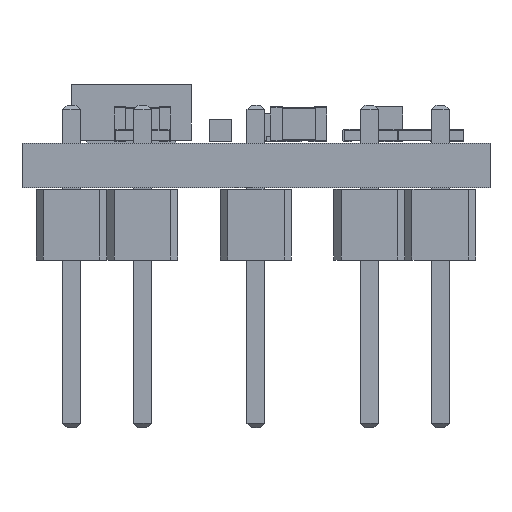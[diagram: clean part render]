
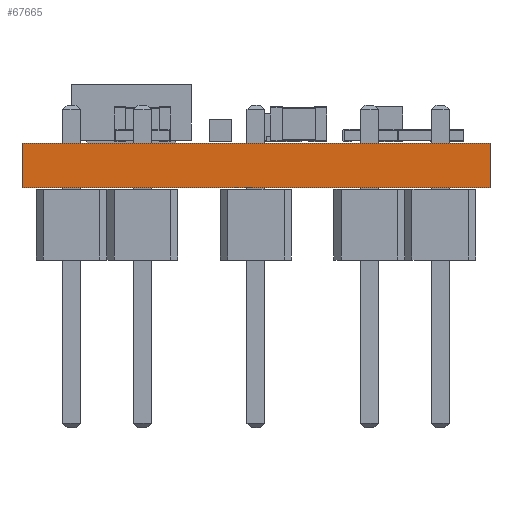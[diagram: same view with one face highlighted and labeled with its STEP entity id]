
A CAD part, front view. The second image highlights one B-rep face of the part: STEP entity #67665.
In plain terms, the highlighted planar face has unit normal (0, -1, 0).
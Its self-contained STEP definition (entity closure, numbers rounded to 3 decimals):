
#67484 = PLANE('',#67485);
#67485 = AXIS2_PLACEMENT_3D('',#67486,#67487,#67488);
#67486 = CARTESIAN_POINT('',(-8.38,11.05,0.));
#67487 = DIRECTION('',(1.,0.,-0.));
#67488 = DIRECTION('',(0.,-1.,0.));
#67509 = VERTEX_POINT('',#67510);
#67510 = CARTESIAN_POINT('',(-8.38,-11.05,1.6));
#67524 = PLANE('',#67525);
#67525 = AXIS2_PLACEMENT_3D('',#67526,#67527,#67528);
#67526 = CARTESIAN_POINT('',(0.,0.,1.6)
  );
#67527 = DIRECTION('',(0.,0.,1.));
#67528 = DIRECTION('',(1.,0.,-0.));
#67536 = EDGE_CURVE('',#67537,#67509,#67539,.T.);
#67537 = VERTEX_POINT('',#67538);
#67538 = CARTESIAN_POINT('',(-8.38,-11.05,0.));
#67539 = SURFACE_CURVE('',#67540,(#67544,#67551),.PCURVE_S1.);
#67540 = LINE('',#67541,#67542);
#67541 = CARTESIAN_POINT('',(-8.38,-11.05,0.));
#67542 = VECTOR('',#67543,1.);
#67543 = DIRECTION('',(0.,0.,1.));
#67544 = PCURVE('',#67484,#67545);
#67545 = DEFINITIONAL_REPRESENTATION('',(#67546),#67550);
#67546 = LINE('',#67547,#67548);
#67547 = CARTESIAN_POINT('',(22.1,0.));
#67548 = VECTOR('',#67549,1.);
#67549 = DIRECTION('',(0.,-1.));
#67550 = ( GEOMETRIC_REPRESENTATION_CONTEXT(2) 
PARAMETRIC_REPRESENTATION_CONTEXT() REPRESENTATION_CONTEXT('2D SPACE',''
  ) );
#67551 = PCURVE('',#67552,#67557);
#67552 = PLANE('',#67553);
#67553 = AXIS2_PLACEMENT_3D('',#67554,#67555,#67556);
#67554 = CARTESIAN_POINT('',(-8.38,-11.05,0.));
#67555 = DIRECTION('',(0.,1.,0.));
#67556 = DIRECTION('',(1.,0.,0.));
#67557 = DEFINITIONAL_REPRESENTATION('',(#67558),#67562);
#67558 = LINE('',#67559,#67560);
#67559 = CARTESIAN_POINT('',(0.,0.));
#67560 = VECTOR('',#67561,1.);
#67561 = DIRECTION('',(0.,-1.));
#67562 = ( GEOMETRIC_REPRESENTATION_CONTEXT(2) 
PARAMETRIC_REPRESENTATION_CONTEXT() REPRESENTATION_CONTEXT('2D SPACE',''
  ) );
#67578 = PLANE('',#67579);
#67579 = AXIS2_PLACEMENT_3D('',#67580,#67581,#67582);
#67580 = CARTESIAN_POINT('',(0.,0.,0.));
#67581 = DIRECTION('',(0.,0.,1.));
#67582 = DIRECTION('',(1.,0.,-0.));
#67611 = PLANE('',#67612);
#67612 = AXIS2_PLACEMENT_3D('',#67613,#67614,#67615);
#67613 = CARTESIAN_POINT('',(8.38,-11.05,0.));
#67614 = DIRECTION('',(-1.,0.,0.));
#67615 = DIRECTION('',(0.,1.,0.));
#67665 = ADVANCED_FACE('',(#67666),#67552,.F.);
#67666 = FACE_BOUND('',#67667,.F.);
#67667 = EDGE_LOOP('',(#67668,#67669,#67692,#67715));
#67668 = ORIENTED_EDGE('',*,*,#67536,.T.);
#67669 = ORIENTED_EDGE('',*,*,#67670,.T.);
#67670 = EDGE_CURVE('',#67509,#67671,#67673,.T.);
#67671 = VERTEX_POINT('',#67672);
#67672 = CARTESIAN_POINT('',(8.38,-11.05,1.6));
#67673 = SURFACE_CURVE('',#67674,(#67678,#67685),.PCURVE_S1.);
#67674 = LINE('',#67675,#67676);
#67675 = CARTESIAN_POINT('',(-8.38,-11.05,1.6));
#67676 = VECTOR('',#67677,1.);
#67677 = DIRECTION('',(1.,0.,0.));
#67678 = PCURVE('',#67552,#67679);
#67679 = DEFINITIONAL_REPRESENTATION('',(#67680),#67684);
#67680 = LINE('',#67681,#67682);
#67681 = CARTESIAN_POINT('',(0.,-1.6));
#67682 = VECTOR('',#67683,1.);
#67683 = DIRECTION('',(1.,0.));
#67684 = ( GEOMETRIC_REPRESENTATION_CONTEXT(2) 
PARAMETRIC_REPRESENTATION_CONTEXT() REPRESENTATION_CONTEXT('2D SPACE',''
  ) );
#67685 = PCURVE('',#67524,#67686);
#67686 = DEFINITIONAL_REPRESENTATION('',(#67687),#67691);
#67687 = LINE('',#67688,#67689);
#67688 = CARTESIAN_POINT('',(-8.38,-11.05));
#67689 = VECTOR('',#67690,1.);
#67690 = DIRECTION('',(1.,0.));
#67691 = ( GEOMETRIC_REPRESENTATION_CONTEXT(2) 
PARAMETRIC_REPRESENTATION_CONTEXT() REPRESENTATION_CONTEXT('2D SPACE',''
  ) );
#67692 = ORIENTED_EDGE('',*,*,#67693,.F.);
#67693 = EDGE_CURVE('',#67694,#67671,#67696,.T.);
#67694 = VERTEX_POINT('',#67695);
#67695 = CARTESIAN_POINT('',(8.38,-11.05,0.));
#67696 = SURFACE_CURVE('',#67697,(#67701,#67708),.PCURVE_S1.);
#67697 = LINE('',#67698,#67699);
#67698 = CARTESIAN_POINT('',(8.38,-11.05,0.));
#67699 = VECTOR('',#67700,1.);
#67700 = DIRECTION('',(0.,0.,1.));
#67701 = PCURVE('',#67552,#67702);
#67702 = DEFINITIONAL_REPRESENTATION('',(#67703),#67707);
#67703 = LINE('',#67704,#67705);
#67704 = CARTESIAN_POINT('',(16.76,0.));
#67705 = VECTOR('',#67706,1.);
#67706 = DIRECTION('',(0.,-1.));
#67707 = ( GEOMETRIC_REPRESENTATION_CONTEXT(2) 
PARAMETRIC_REPRESENTATION_CONTEXT() REPRESENTATION_CONTEXT('2D SPACE',''
  ) );
#67708 = PCURVE('',#67611,#67709);
#67709 = DEFINITIONAL_REPRESENTATION('',(#67710),#67714);
#67710 = LINE('',#67711,#67712);
#67711 = CARTESIAN_POINT('',(0.,0.));
#67712 = VECTOR('',#67713,1.);
#67713 = DIRECTION('',(0.,-1.));
#67714 = ( GEOMETRIC_REPRESENTATION_CONTEXT(2) 
PARAMETRIC_REPRESENTATION_CONTEXT() REPRESENTATION_CONTEXT('2D SPACE',''
  ) );
#67715 = ORIENTED_EDGE('',*,*,#67716,.F.);
#67716 = EDGE_CURVE('',#67537,#67694,#67717,.T.);
#67717 = SURFACE_CURVE('',#67718,(#67722,#67729),.PCURVE_S1.);
#67718 = LINE('',#67719,#67720);
#67719 = CARTESIAN_POINT('',(-8.38,-11.05,0.));
#67720 = VECTOR('',#67721,1.);
#67721 = DIRECTION('',(1.,0.,0.));
#67722 = PCURVE('',#67552,#67723);
#67723 = DEFINITIONAL_REPRESENTATION('',(#67724),#67728);
#67724 = LINE('',#67725,#67726);
#67725 = CARTESIAN_POINT('',(0.,0.));
#67726 = VECTOR('',#67727,1.);
#67727 = DIRECTION('',(1.,0.));
#67728 = ( GEOMETRIC_REPRESENTATION_CONTEXT(2) 
PARAMETRIC_REPRESENTATION_CONTEXT() REPRESENTATION_CONTEXT('2D SPACE',''
  ) );
#67729 = PCURVE('',#67578,#67730);
#67730 = DEFINITIONAL_REPRESENTATION('',(#67731),#67735);
#67731 = LINE('',#67732,#67733);
#67732 = CARTESIAN_POINT('',(-8.38,-11.05));
#67733 = VECTOR('',#67734,1.);
#67734 = DIRECTION('',(1.,0.));
#67735 = ( GEOMETRIC_REPRESENTATION_CONTEXT(2) 
PARAMETRIC_REPRESENTATION_CONTEXT() REPRESENTATION_CONTEXT('2D SPACE',''
  ) );
